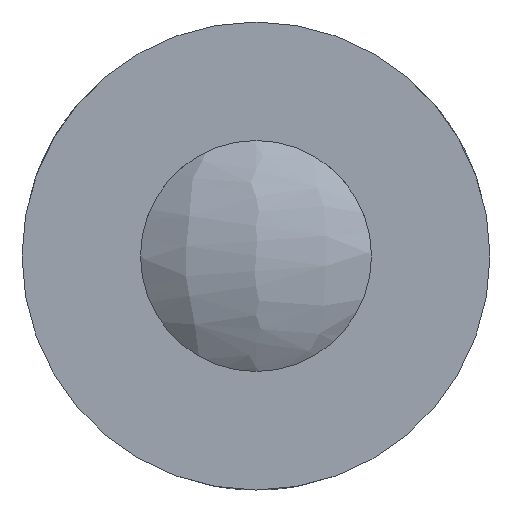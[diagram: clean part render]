
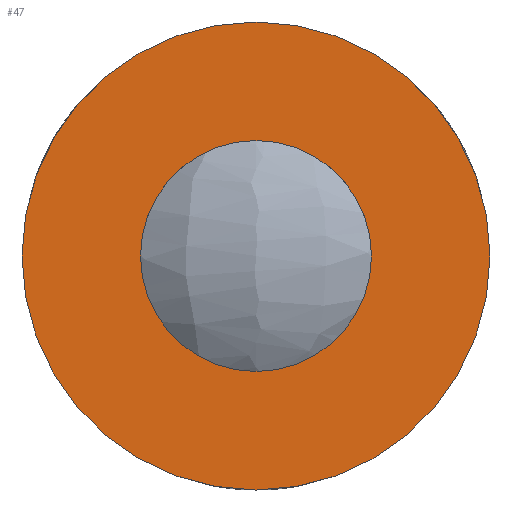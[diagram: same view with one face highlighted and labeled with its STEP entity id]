
A CAD part, left-side view. The second image highlights one B-rep face of the part: STEP entity #47.
In plain terms, the highlighted planar face has unit normal (-1, 0, 0).
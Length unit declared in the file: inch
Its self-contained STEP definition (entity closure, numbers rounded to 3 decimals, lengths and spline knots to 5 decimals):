
#36 = CARTESIAN_POINT ( 'NONE',  ( -3.375, 0., 0. ) ) ;
#41 = ORIENTED_EDGE ( 'NONE', *, *, #124, .T. ) ;
#47 = ADVANCED_FACE ( 'NONE', ( #60, #544 ), #785, .T. ) ;
#60 = FACE_BOUND ( 'NONE', #64, .T. ) ;
#64 = EDGE_LOOP ( 'NONE', ( #41 ) ) ;
#100 = AXIS2_PLACEMENT_3D ( 'NONE', #612, #310, #549 ) ;
#124 = EDGE_CURVE ( 'NONE', #458, #458, #772, .T. ) ;
#125 = DIRECTION ( 'NONE',  ( 0., 0., 1. ) ) ;
#233 = CARTESIAN_POINT ( 'NONE',  ( -3.375, 0., 0. ) ) ;
#274 = DIRECTION ( 'NONE',  ( 1., 0., 0. ) ) ;
#310 = DIRECTION ( 'NONE',  ( 1., 0., 0. ) ) ;
#360 = AXIS2_PLACEMENT_3D ( 'NONE', #36, #274, #579 ) ;
#415 = DIRECTION ( 'NONE',  ( -1., 0., 0. ) ) ;
#419 = ORIENTED_EDGE ( 'NONE', *, *, #427, .F. ) ;
#427 = EDGE_CURVE ( 'NONE', #650, #650, #620, .T. ) ;
#451 = CARTESIAN_POINT ( 'NONE',  ( -3.375, 0., -0.675 ) ) ;
#458 = VERTEX_POINT ( 'NONE', #751 ) ;
#489 = AXIS2_PLACEMENT_3D ( 'NONE', #233, #415, #125 ) ;
#544 = FACE_OUTER_BOUND ( 'NONE', #755, .T. ) ;
#549 = DIRECTION ( 'NONE',  ( 0., 0., -1. ) ) ;
#579 = DIRECTION ( 'NONE',  ( 0., 0., -1. ) ) ;
#612 = CARTESIAN_POINT ( 'NONE',  ( -3.375, 0., 0. ) ) ;
#620 = CIRCLE ( 'NONE', #360, 0.675 ) ;
#650 = VERTEX_POINT ( 'NONE', #451 ) ;
#751 = CARTESIAN_POINT ( 'NONE',  ( -3.375, 0., -0.33301 ) ) ;
#755 = EDGE_LOOP ( 'NONE', ( #419 ) ) ;
#772 = CIRCLE ( 'NONE', #100, 0.33301 ) ;
#785 = PLANE ( 'NONE',  #489 ) ;
